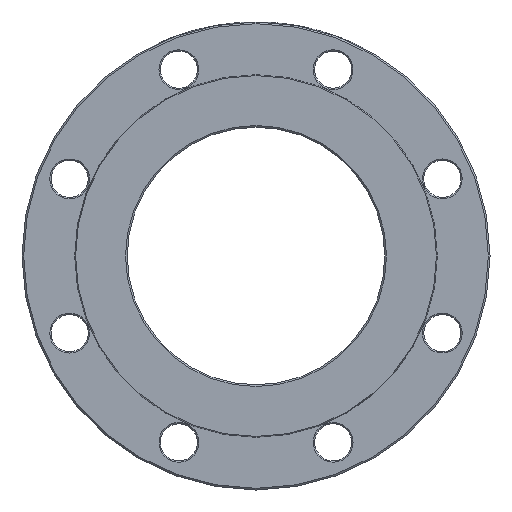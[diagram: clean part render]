
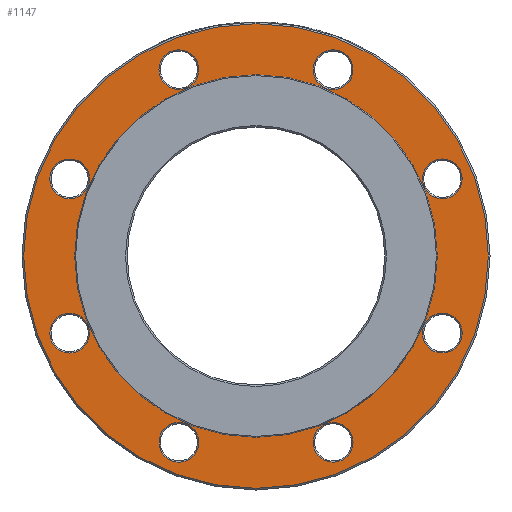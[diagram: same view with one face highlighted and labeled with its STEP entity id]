
A CAD part, left-side view. The second image highlights one B-rep face of the part: STEP entity #1147.
In plain terms, the highlighted planar face has unit normal (-1, 0, 0).
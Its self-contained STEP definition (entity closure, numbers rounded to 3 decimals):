
#123 = EDGE_LOOP ( 'NONE', ( #525 ) ) ;
#161 = VERTEX_POINT ( 'NONE', #1302 ) ;
#165 = EDGE_LOOP ( 'NONE', ( #4862 ) ) ;
#184 = EDGE_CURVE ( 'NONE', #6279, #6279, #3590, .T. ) ;
#185 = FACE_BOUND ( 'NONE', #3875, .T. ) ;
#268 = VERTEX_POINT ( 'NONE', #693 ) ;
#525 = ORIENTED_EDGE ( 'NONE', *, *, #4257, .T. ) ;
#574 = EDGE_CURVE ( 'NONE', #1911, #1911, #2046, .T. ) ;
#660 = EDGE_CURVE ( 'NONE', #268, #268, #4449, .T. ) ;
#693 = CARTESIAN_POINT ( 'NONE',  ( 2., 0., 108.486 ) ) ;
#721 = FACE_BOUND ( 'NONE', #4730, .T. ) ;
#722 = AXIS2_PLACEMENT_3D ( 'NONE', #2780, #6650, #2744 ) ;
#760 = AXIS2_PLACEMENT_3D ( 'NONE', #770, #4672, #6894 ) ;
#770 = CARTESIAN_POINT ( 'NONE',  ( 2., -46.171, 111.466 ) ) ;
#813 = AXIS2_PLACEMENT_3D ( 'NONE', #948, #5871, #3571 ) ;
#895 = DIRECTION ( 'NONE',  ( -1., 0., 0. ) ) ;
#917 = ORIENTED_EDGE ( 'NONE', *, *, #1882, .T. ) ;
#948 = CARTESIAN_POINT ( 'NONE',  ( 2., 46.171, -111.466 ) ) ;
#974 = CARTESIAN_POINT ( 'NONE',  ( 2., 0., -139. ) ) ;
#988 = CIRCLE ( 'NONE', #5132, 11.9 ) ;
#1054 = DIRECTION ( 'NONE',  ( 1., 0., 0. ) ) ;
#1098 = DIRECTION ( 'NONE',  ( 0., 1., 0. ) ) ;
#1146 = FACE_BOUND ( 'NONE', #6040, .T. ) ;
#1147 = ADVANCED_FACE ( 'NONE', ( #721, #1830, #1146, #1254, #4453, #5569, #185, #1718, #4988, #5027 ), #2906, .F. ) ;
#1194 = EDGE_LOOP ( 'NONE', ( #2446 ) ) ;
#1219 = AXIS2_PLACEMENT_3D ( 'NONE', #3706, #7111, #6457 ) ;
#1254 = FACE_BOUND ( 'NONE', #2471, .T. ) ;
#1256 = CIRCLE ( 'NONE', #813, 11.9 ) ;
#1302 = CARTESIAN_POINT ( 'NONE',  ( 2., 37.756, -119.881 ) ) ;
#1401 = VERTEX_POINT ( 'NONE', #2091 ) ;
#1561 = AXIS2_PLACEMENT_3D ( 'NONE', #6338, #4688, #6441 ) ;
#1718 = FACE_BOUND ( 'NONE', #2530, .T. ) ;
#1830 = FACE_BOUND ( 'NONE', #3332, .T. ) ;
#1882 = EDGE_CURVE ( 'NONE', #5685, #5685, #6528, .T. ) ;
#1888 = ORIENTED_EDGE ( 'NONE', *, *, #4422, .T. ) ;
#1911 = VERTEX_POINT ( 'NONE', #6784 ) ;
#2032 = EDGE_CURVE ( 'NONE', #2484, #2484, #5468, .T. ) ;
#2046 = CIRCLE ( 'NONE', #2504, 11.9 ) ;
#2091 = CARTESIAN_POINT ( 'NONE',  ( 2., -58.071, -111.466 ) ) ;
#2221 = DIRECTION ( 'NONE',  ( 1., 0., 0. ) ) ;
#2229 = CARTESIAN_POINT ( 'NONE',  ( 2., -111.466, 46.171 ) ) ;
#2288 = CARTESIAN_POINT ( 'NONE',  ( 2., 46.171, 111.466 ) ) ;
#2372 = DIRECTION ( 'NONE',  ( 0., 0., -1. ) ) ;
#2446 = ORIENTED_EDGE ( 'NONE', *, *, #2032, .T. ) ;
#2449 = EDGE_CURVE ( 'NONE', #161, #161, #1256, .T. ) ;
#2471 = EDGE_LOOP ( 'NONE', ( #5893 ) ) ;
#2484 = VERTEX_POINT ( 'NONE', #2878 ) ;
#2504 = AXIS2_PLACEMENT_3D ( 'NONE', #2288, #5016, #1098 ) ;
#2530 = EDGE_LOOP ( 'NONE', ( #6317 ) ) ;
#2669 = DIRECTION ( 'NONE',  ( 0., -0.707, 0.707 ) ) ;
#2744 = DIRECTION ( 'NONE',  ( 0., 0., -1. ) ) ;
#2780 = CARTESIAN_POINT ( 'NONE',  ( 2., 111.466, -46.171 ) ) ;
#2816 = CIRCLE ( 'NONE', #1561, 11.9 ) ;
#2878 = CARTESIAN_POINT ( 'NONE',  ( 2., -119.881, -37.756 ) ) ;
#2906 = PLANE ( 'NONE',  #5571 ) ;
#2937 = CIRCLE ( 'NONE', #760, 11.9 ) ;
#3118 = EDGE_LOOP ( 'NONE', ( #3468 ) ) ;
#3308 = CARTESIAN_POINT ( 'NONE',  ( 2., -111.466, -46.171 ) ) ;
#3332 = EDGE_LOOP ( 'NONE', ( #5373 ) ) ;
#3468 = ORIENTED_EDGE ( 'NONE', *, *, #660, .F. ) ;
#3571 = DIRECTION ( 'NONE',  ( 0., -0.707, -0.707 ) ) ;
#3590 = CIRCLE ( 'NONE', #722, 11.9 ) ;
#3597 = VERTEX_POINT ( 'NONE', #974 ) ;
#3617 = CARTESIAN_POINT ( 'NONE',  ( 2., 0., 0. ) ) ;
#3706 = CARTESIAN_POINT ( 'NONE',  ( 2., 111.466, 46.171 ) ) ;
#3741 = CARTESIAN_POINT ( 'NONE',  ( 2., -111.466, 58.071 ) ) ;
#3744 = CIRCLE ( 'NONE', #6520, 139. ) ;
#3796 = DIRECTION ( 'NONE',  ( -1., 0., 0. ) ) ;
#3863 = AXIS2_PLACEMENT_3D ( 'NONE', #3308, #6052, #2669 ) ;
#3875 = EDGE_LOOP ( 'NONE', ( #3982 ) ) ;
#3982 = ORIENTED_EDGE ( 'NONE', *, *, #2449, .T. ) ;
#4203 = EDGE_CURVE ( 'NONE', #1401, #1401, #2816, .T. ) ;
#4257 = EDGE_CURVE ( 'NONE', #3597, #3597, #3744, .T. ) ;
#4258 = CARTESIAN_POINT ( 'NONE',  ( 2., 0., 0. ) ) ;
#4422 = EDGE_CURVE ( 'NONE', #4703, #4703, #2937, .T. ) ;
#4449 = CIRCLE ( 'NONE', #6065, 108.486 ) ;
#4453 = FACE_BOUND ( 'NONE', #1194, .T. ) ;
#4672 = DIRECTION ( 'NONE',  ( 1., 0., 0. ) ) ;
#4688 = DIRECTION ( 'NONE',  ( 1., 0., 0. ) ) ;
#4703 = VERTEX_POINT ( 'NONE', #7032 ) ;
#4730 = EDGE_LOOP ( 'NONE', ( #917 ) ) ;
#4862 = ORIENTED_EDGE ( 'NONE', *, *, #4203, .T. ) ;
#4988 = FACE_OUTER_BOUND ( 'NONE', #123, .T. ) ;
#5016 = DIRECTION ( 'NONE',  ( 1., 0., 0. ) ) ;
#5027 = FACE_BOUND ( 'NONE', #3118, .T. ) ;
#5132 = AXIS2_PLACEMENT_3D ( 'NONE', #2229, #1054, #6132 ) ;
#5305 = DIRECTION ( 'NONE',  ( 0., 0., 1. ) ) ;
#5323 = VERTEX_POINT ( 'NONE', #3741 ) ;
#5373 = ORIENTED_EDGE ( 'NONE', *, *, #574, .T. ) ;
#5468 = CIRCLE ( 'NONE', #3863, 11.9 ) ;
#5569 = FACE_BOUND ( 'NONE', #165, .T. ) ;
#5571 = AXIS2_PLACEMENT_3D ( 'NONE', #6123, #2221, #2372 ) ;
#5685 = VERTEX_POINT ( 'NONE', #6855 ) ;
#5757 = CARTESIAN_POINT ( 'NONE',  ( 2., 111.466, -58.071 ) ) ;
#5871 = DIRECTION ( 'NONE',  ( 1., 0., 0. ) ) ;
#5893 = ORIENTED_EDGE ( 'NONE', *, *, #7039, .T. ) ;
#6040 = EDGE_LOOP ( 'NONE', ( #1888 ) ) ;
#6052 = DIRECTION ( 'NONE',  ( 1., 0., 0. ) ) ;
#6065 = AXIS2_PLACEMENT_3D ( 'NONE', #4258, #3796, #5305 ) ;
#6123 = CARTESIAN_POINT ( 'NONE',  ( 2., 108.486, 0. ) ) ;
#6132 = DIRECTION ( 'NONE',  ( 0., 0., 1. ) ) ;
#6279 = VERTEX_POINT ( 'NONE', #5757 ) ;
#6317 = ORIENTED_EDGE ( 'NONE', *, *, #184, .T. ) ;
#6338 = CARTESIAN_POINT ( 'NONE',  ( 2., -46.171, -111.466 ) ) ;
#6441 = DIRECTION ( 'NONE',  ( 0., -1., 0. ) ) ;
#6457 = DIRECTION ( 'NONE',  ( 0., 0.707, -0.707 ) ) ;
#6520 = AXIS2_PLACEMENT_3D ( 'NONE', #3617, #895, #7094 ) ;
#6528 = CIRCLE ( 'NONE', #1219, 11.9 ) ;
#6650 = DIRECTION ( 'NONE',  ( 1., 0., 0. ) ) ;
#6784 = CARTESIAN_POINT ( 'NONE',  ( 2., 58.071, 111.466 ) ) ;
#6855 = CARTESIAN_POINT ( 'NONE',  ( 2., 119.881, 37.756 ) ) ;
#6894 = DIRECTION ( 'NONE',  ( 0., 0.707, 0.707 ) ) ;
#7032 = CARTESIAN_POINT ( 'NONE',  ( 2., -37.756, 119.881 ) ) ;
#7039 = EDGE_CURVE ( 'NONE', #5323, #5323, #988, .T. ) ;
#7094 = DIRECTION ( 'NONE',  ( 0., 0., -1. ) ) ;
#7111 = DIRECTION ( 'NONE',  ( 1., 0., 0. ) ) ;
